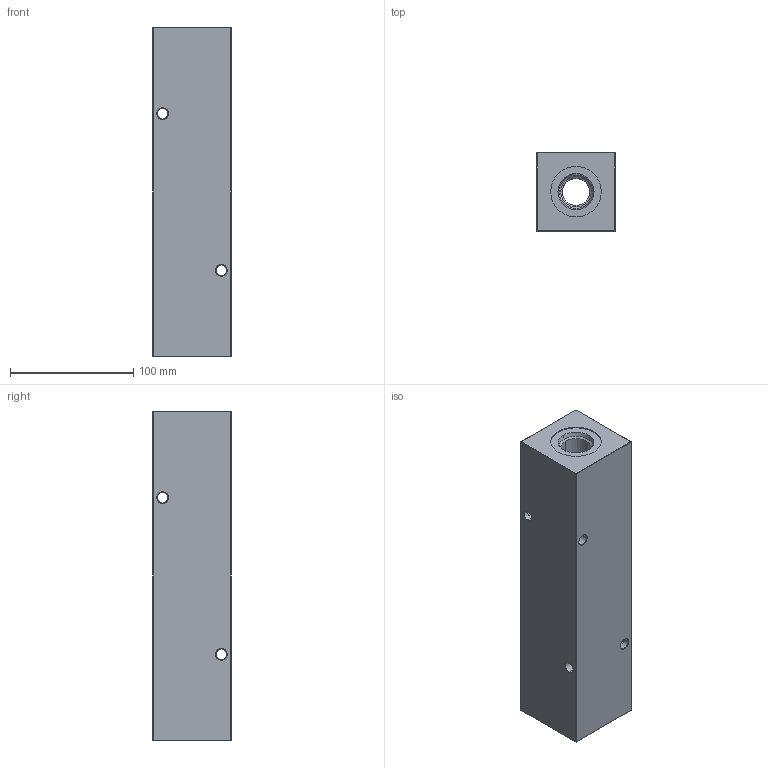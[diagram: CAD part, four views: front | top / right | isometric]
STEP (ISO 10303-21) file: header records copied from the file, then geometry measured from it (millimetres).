
FILE_DESCRIPTION (( 'STEP AP203' ), '1' );
FILE_NAME ('HM-4-0-S-12-6.STEP', '2020-10-23T19:40:49', ( '' ), ( '' ), 'SwSTEP 2.0', 'SolidWorks 2019', '' );
FILE_SCHEMA (( 'CONFIG_CONTROL_DESIGN' ));
Length unit declared in the file: inch
Products named in the file (1): HM-4-0-S-12-6
Bounding box: 63.5 x 63.5 x 266.7 mm (x, y, z)
Volume: 938346.9 mm3; surface area: 102115.4 mm2
Topology: 1 solids, 1 shells, 530 faces, 1368 edges, 882 vertices
Faces by surface type: plane 245, bspline 183, cone 52, cylinder 50
Entity records: 25047 total; most frequent: CARTESIAN_POINT 13268, ORIENTED_EDGE 2736, DIRECTION 1792, EDGE_CURVE 1368, VERTEX_POINT 882, LINE 844, VECTOR 844, EDGE_LOOP 594
